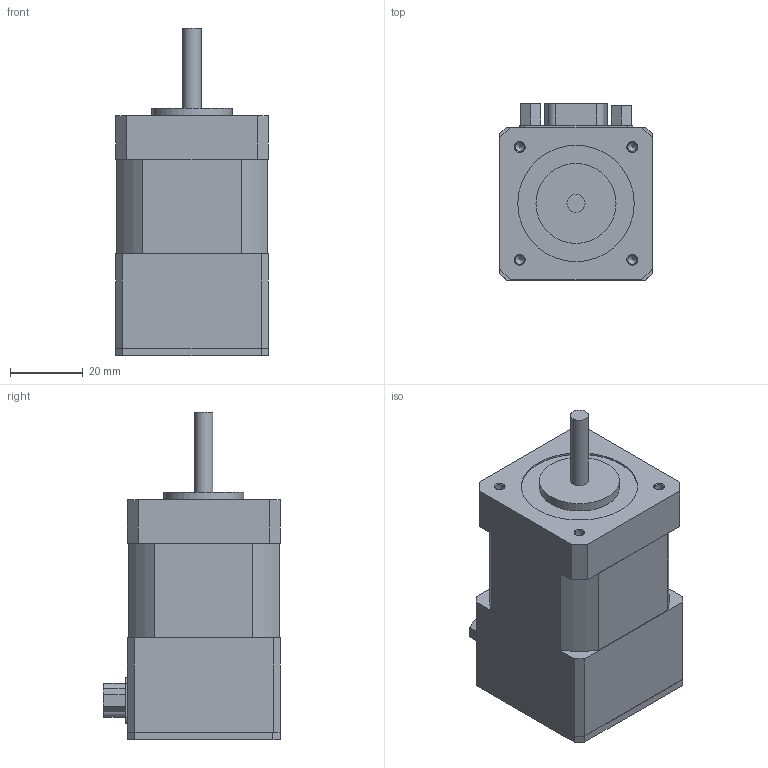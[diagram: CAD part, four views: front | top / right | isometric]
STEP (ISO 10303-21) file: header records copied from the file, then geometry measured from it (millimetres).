
FILE_DESCRIPTION(/* description */ ('STEP AP214'),/* implementation_level */ '2;1');
FILE_NAME(/* name */ '1370470_EMMS-ST-42-S-S-G2',/* time_stamp */ '2024-08-28T00:22:50+02:00',/* author */ ('License CC BY-ND 4.0'),/* organization */ ('CADENAS'),/* preprocessor_version */ 'ST-DEVELOPER v19.3',/* originating_system */ 'PARTsolutions',/* authorisation */ ' ');
FILE_SCHEMA (('AUTOMOTIVE_DESIGN {1 0 10303 214 3 1 1}'));
Length unit declared in the file: millimetre
Products named in the file (1): 1370470 EMMS-ST-42-S-S-G2
Bounding box: 42.2 x 48.7 x 90 mm (x, y, z)
Volume: 114330.5 mm3; surface area: 15962.5 mm2
Topology: 1 solids, 1 shells, 125 faces, 301 edges, 199 vertices
Faces by surface type: plane 83, cylinder 34, cone 8
Full cylindrical faces by diameter (mm): 1 x9, 2.459 x4, 2.5 x2, 5 x1, 22 x1, 32 x1
Entity records: 4277 total; most frequent: DIRECTION 584, CARTESIAN_POINT 574, ORIENTED_EDGE 520, EDGE_CURVE 260, AXIS2_PLACEMENT_3D 198, VERTEX_POINT 188, LINE 188, VECTOR 188
